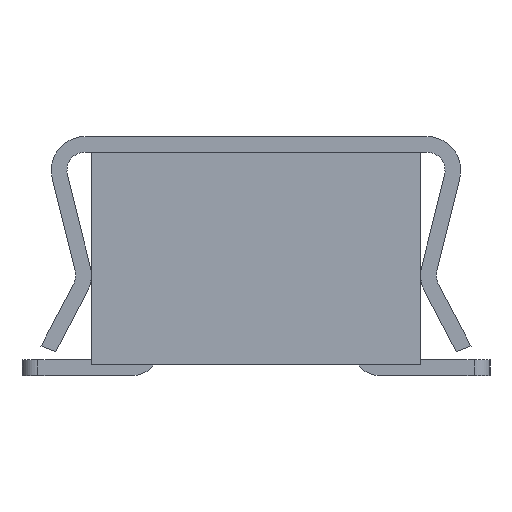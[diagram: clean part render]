
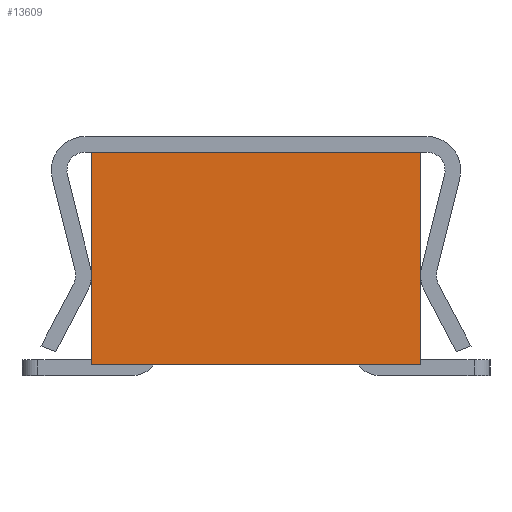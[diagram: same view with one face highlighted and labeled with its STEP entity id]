
A CAD part, left-side view. The second image highlights one B-rep face of the part: STEP entity #13609.
In plain terms, the highlighted planar face has unit normal (-1, 0, 0).
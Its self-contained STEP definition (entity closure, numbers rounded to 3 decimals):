
#1366=ORIENTED_EDGE('',*,*,#4540,.T.);
#1367=ORIENTED_EDGE('',*,*,#4838,.T.);
#1368=ORIENTED_EDGE('',*,*,#4939,.T.);
#1369=ORIENTED_EDGE('',*,*,#5091,.T.);
#4540=EDGE_CURVE('',#6535,#6534,#7794,.T.);
#4838=EDGE_CURVE('',#6534,#6832,#8092,.T.);
#4939=EDGE_CURVE('',#6832,#6932,#8193,.T.);
#5091=EDGE_CURVE('',#6932,#6535,#8345,.T.);
#6534=VERTEX_POINT('',#19076);
#6535=VERTEX_POINT('',#19078);
#6832=VERTEX_POINT('',#19674);
#6932=VERTEX_POINT('',#19875);
#7794=LINE('',#19077,#9710);
#8092=LINE('',#19673,#10008);
#8193=LINE('',#19876,#10109);
#8345=LINE('',#20130,#10261);
#9710=VECTOR('',#15396,1000.);
#10008=VECTOR('',#15696,1000.);
#10109=VECTOR('',#15799,1000.);
#10261=VECTOR('',#15953,1000.);
#11525=EDGE_LOOP('',(#1366,#1367,#1368,#1369));
#12265=FACE_BOUND('',#11525,.T.);
#12955=PLANE('',#14337);
#13609=ADVANCED_FACE('',(#12265),#12955,.T.);
#14337=AXIS2_PLACEMENT_3D('',#20388,#16110,#16111);
#15396=DIRECTION('',(0.,0.,1.));
#15696=DIRECTION('',(0.,1.,0.));
#15799=DIRECTION('',(0.,0.,-1.));
#15953=DIRECTION('',(0.,-1.,0.));
#16110=DIRECTION('',(-1.,0.,0.));
#16111=DIRECTION('',(0.,0.,1.));
#19076=CARTESIAN_POINT('',(-16.075,-1.55,1.));
#19077=CARTESIAN_POINT('',(-16.075,-1.55,-1.));
#19078=CARTESIAN_POINT('',(-16.075,-1.55,-1.));
#19673=CARTESIAN_POINT('',(-16.075,-1.55,1.));
#19674=CARTESIAN_POINT('',(-16.075,1.55,1.));
#19875=CARTESIAN_POINT('',(-16.075,1.55,-1.));
#19876=CARTESIAN_POINT('',(-16.075,1.55,1.));
#20130=CARTESIAN_POINT('',(-16.075,1.55,-1.));
#20388=CARTESIAN_POINT('',(-16.075,0.,0.));
